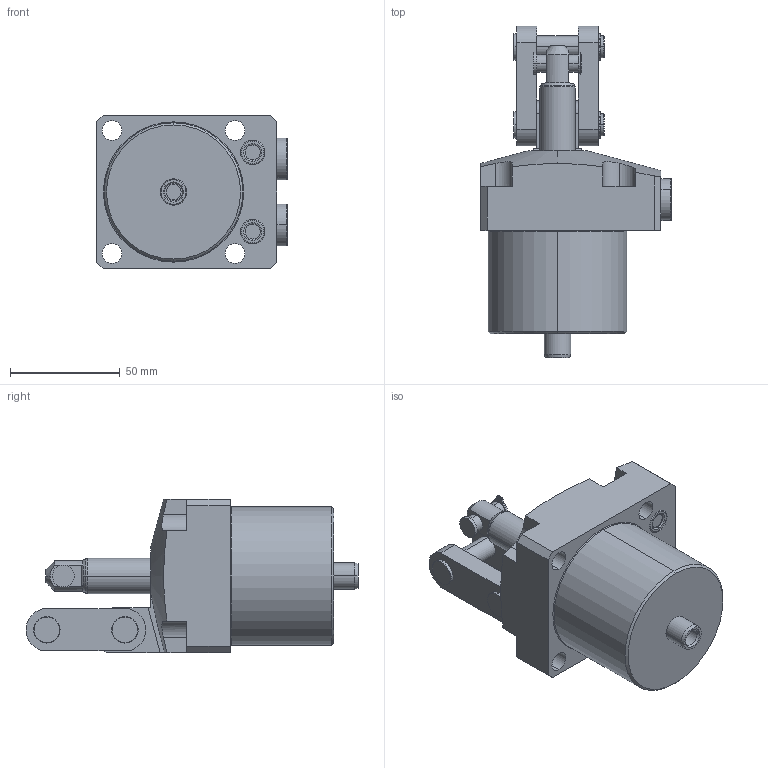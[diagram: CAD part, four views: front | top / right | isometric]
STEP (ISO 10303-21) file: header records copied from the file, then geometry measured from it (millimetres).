
FILE_DESCRIPTION (( 'STEP AP203' ), '1' );
FILE_NAME ('CLU10-RE.step', '2014-10-03T01:52:12', ( 'pascal' ), ( 'Hewlett-Packard Company' ), 'SwSTEP 2.0', 'SolidWorks 2012', '' );
FILE_SCHEMA (( 'CONFIG_CONTROL_DESIGN' ));
Length unit declared in the file: millimetre
Products named in the file (5): CLU10-RE_BODY; CLU10-E_ROD; CLU10-E_LINK; CLU10-E_PLUG; CLU10-RE
Assembly tree (5 placements, depth 2):
  CLU10-RE
    CLU10-RE_BODY
    CLU10-E_ROD
    CLU10-E_LINK
    CLU10-E_PLUG  x2
Bounding box: 86.8 x 151 x 70 mm (x, y, z)
Volume: 353077.5 mm3; surface area: 56426.4 mm2
Topology: 5 solids, 7 shells, 298 faces, 700 edges, 446 vertices
Faces by surface type: cylinder 124, plane 116, torus 34, cone 24
Entity records: 8867 total; most frequent: CARTESIAN_POINT 1677, DIRECTION 1504, ORIENTED_EDGE 1308, EDGE_CURVE 654, AXIS2_PLACEMENT_3D 603, VERTEX_POINT 418, EDGE_LOOP 326, CIRCLE 319
